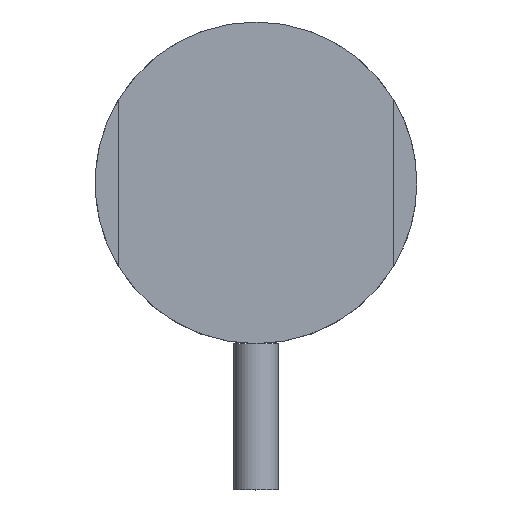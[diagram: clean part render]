
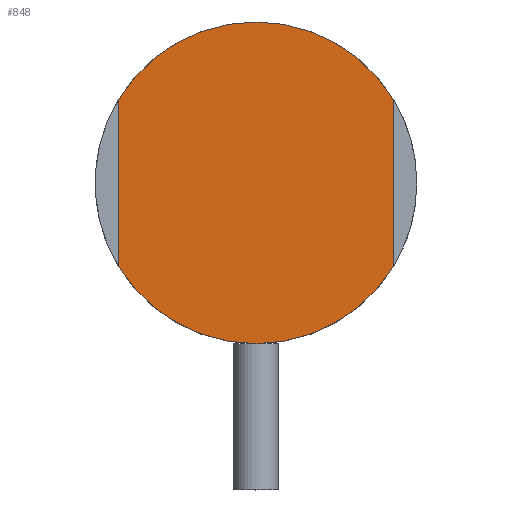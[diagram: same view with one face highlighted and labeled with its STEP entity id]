
A CAD part, top view. The second image highlights one B-rep face of the part: STEP entity #848.
In plain terms, the highlighted planar face has unit normal (0, 0, 1).
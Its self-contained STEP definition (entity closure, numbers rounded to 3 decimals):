
#119=FACE_OUTER_BOUND('',#165,.T.);
#165=EDGE_LOOP('',(#657,#658,#659,#660,#661));
#196=CIRCLE('',#903,27.5);
#198=CIRCLE('',#905,27.5);
#231=CIRCLE('',#950,27.5);
#261=LINE('',#1307,#301);
#264=LINE('',#1314,#304);
#301=VECTOR('',#1072,10.);
#304=VECTOR('',#1081,10.);
#335=VERTEX_POINT('',#1254);
#336=VERTEX_POINT('',#1256);
#339=VERTEX_POINT('',#1262);
#340=VERTEX_POINT('',#1264);
#355=VERTEX_POINT('',#1306);
#423=EDGE_CURVE('',#335,#336,#196,.T.);
#427=EDGE_CURVE('',#339,#340,#198,.T.);
#448=EDGE_CURVE('',#355,#340,#261,.T.);
#452=EDGE_CURVE('',#339,#336,#264,.T.);
#484=EDGE_CURVE('',#355,#335,#231,.T.);
#657=ORIENTED_EDGE('',*,*,#452,.T.);
#658=ORIENTED_EDGE('',*,*,#423,.F.);
#659=ORIENTED_EDGE('',*,*,#484,.F.);
#660=ORIENTED_EDGE('',*,*,#448,.T.);
#661=ORIENTED_EDGE('',*,*,#427,.F.);
#820=PLANE('',#953);
#848=ADVANCED_FACE('',(#119),#820,.T.);
#903=AXIS2_PLACEMENT_3D('',#1257,#1018,#1019);
#905=AXIS2_PLACEMENT_3D('',#1265,#1024,#1025);
#950=AXIS2_PLACEMENT_3D('',#1379,#1138,#1139);
#953=AXIS2_PLACEMENT_3D('',#1383,#1144,#1145);
#1018=DIRECTION('center_axis',(0.,0.,-1.));
#1019=DIRECTION('ref_axis',(1.,0.,0.));
#1024=DIRECTION('center_axis',(0.,0.,-1.));
#1025=DIRECTION('ref_axis',(1.,0.,0.));
#1072=DIRECTION('',(0.,1.,0.));
#1081=DIRECTION('',(0.,-1.,0.));
#1138=DIRECTION('center_axis',(0.,0.,-1.));
#1139=DIRECTION('ref_axis',(1.,0.,0.));
#1144=DIRECTION('center_axis',(0.,0.,1.));
#1145=DIRECTION('ref_axis',(1.,0.,0.));
#1254=CARTESIAN_POINT('',(-5.595,-28.54,22.5));
#1256=CARTESIAN_POINT('',(-29.095,-15.323,22.5));
#1257=CARTESIAN_POINT('Origin',(-5.595,-1.04,22.5));
#1262=CARTESIAN_POINT('',(-29.095,13.243,22.5));
#1264=CARTESIAN_POINT('',(17.905,13.243,22.5));
#1265=CARTESIAN_POINT('Origin',(-5.595,-1.04,22.5));
#1306=CARTESIAN_POINT('',(17.905,-15.323,22.5));
#1307=CARTESIAN_POINT('',(17.905,-13.31,22.5));
#1314=CARTESIAN_POINT('',(-29.095,16.689,22.5));
#1379=CARTESIAN_POINT('Origin',(-5.595,-1.04,22.5));
#1383=CARTESIAN_POINT('Origin',(-33.095,-1.04,22.5));
